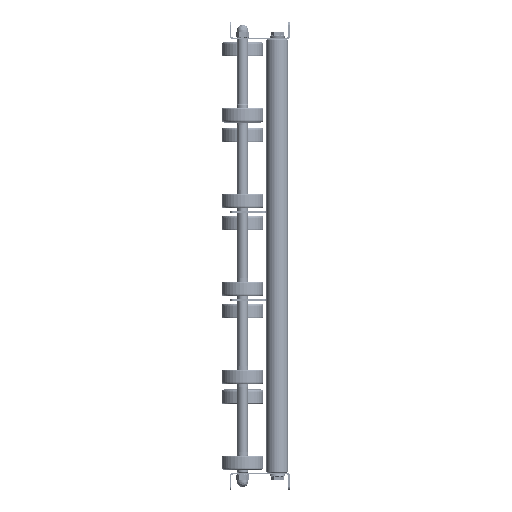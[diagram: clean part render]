
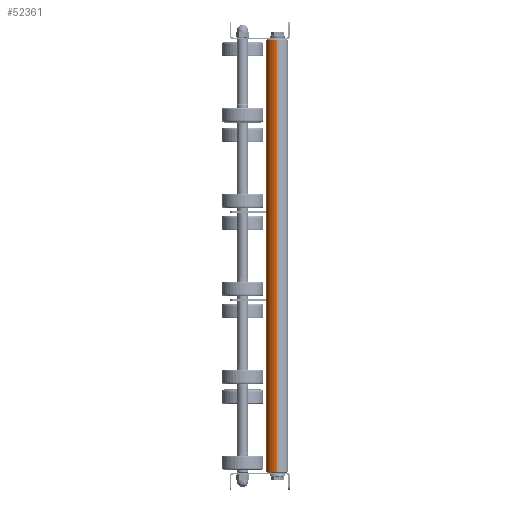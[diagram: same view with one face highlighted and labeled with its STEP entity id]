
A CAD part, left-side view. The second image highlights one B-rep face of the part: STEP entity #52361.
In plain terms, the highlighted cylindrical face has radius 12.5 mm (diameter 25 mm), a partial arc.
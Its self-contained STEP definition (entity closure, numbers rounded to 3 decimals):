
#426 = VERTEX_POINT ( 'NONE', #46741 ) ;
#470 = EDGE_CURVE ( 'NONE', #49870, #9986, #38369, .T. ) ;
#700 = AXIS2_PLACEMENT_3D ( 'NONE', #5956, #9160, #42194 ) ;
#1978 = CARTESIAN_POINT ( 'NONE',  ( 500., 0., -12.5 ) ) ;
#2681 = FACE_OUTER_BOUND ( 'NONE', #47456, .T. ) ;
#4649 = ORIENTED_EDGE ( 'NONE', *, *, #24110, .T. ) ;
#5877 = VECTOR ( 'NONE', #22873, 1000. ) ;
#5956 = CARTESIAN_POINT ( 'NONE',  ( 1., 0., 0. ) ) ;
#6090 = CIRCLE ( 'NONE', #48967, 12.5 ) ;
#6537 = LINE ( 'NONE', #1978, #5877 ) ;
#9160 = DIRECTION ( 'NONE',  ( 1., 0., 0. ) ) ;
#9825 = ORIENTED_EDGE ( 'NONE', *, *, #470, .T. ) ;
#9986 = VERTEX_POINT ( 'NONE', #50870 ) ;
#12663 = EDGE_CURVE ( 'NONE', #426, #9986, #22141, .T. ) ;
#13048 = CARTESIAN_POINT ( 'NONE',  ( 500., 0., 12.5 ) ) ;
#13199 = AXIS2_PLACEMENT_3D ( 'NONE', #21778, #27593, #38170 ) ;
#21778 = CARTESIAN_POINT ( 'NONE',  ( 500., 0., 0. ) ) ;
#22141 = LINE ( 'NONE', #13048, #26903 ) ;
#22873 = DIRECTION ( 'NONE',  ( -1., 0., 0. ) ) ;
#24110 = EDGE_CURVE ( 'NONE', #38411, #49870, #6537, .T. ) ;
#26903 = VECTOR ( 'NONE', #29677, 1000. ) ;
#27593 = DIRECTION ( 'NONE',  ( -1., 0., 0. ) ) ;
#29677 = DIRECTION ( 'NONE',  ( -1., 0., 0. ) ) ;
#31401 = ORIENTED_EDGE ( 'NONE', *, *, #49826, .T. ) ;
#31820 = CARTESIAN_POINT ( 'NONE',  ( 499., 0., -12.5 ) ) ;
#34155 = DIRECTION ( 'NONE',  ( -1., 0., 0. ) ) ;
#34423 = DIRECTION ( 'NONE',  ( 0., 0., -1. ) ) ;
#35054 = ORIENTED_EDGE ( 'NONE', *, *, #12663, .F. ) ;
#38170 = DIRECTION ( 'NONE',  ( 0., 0., 1. ) ) ;
#38369 = CIRCLE ( 'NONE', #700, 12.5 ) ;
#38411 = VERTEX_POINT ( 'NONE', #31820 ) ;
#38430 = CYLINDRICAL_SURFACE ( 'NONE', #13199, 12.5 ) ;
#38970 = CARTESIAN_POINT ( 'NONE',  ( 1., 0., -12.5 ) ) ;
#42194 = DIRECTION ( 'NONE',  ( 0., 0., -1. ) ) ;
#42217 = CARTESIAN_POINT ( 'NONE',  ( 499., 0., 0. ) ) ;
#46741 = CARTESIAN_POINT ( 'NONE',  ( 499., 0., 12.5 ) ) ;
#47456 = EDGE_LOOP ( 'NONE', ( #31401, #4649, #9825, #35054 ) ) ;
#48967 = AXIS2_PLACEMENT_3D ( 'NONE', #42217, #34155, #34423 ) ;
#49826 = EDGE_CURVE ( 'NONE', #426, #38411, #6090, .T. ) ;
#49870 = VERTEX_POINT ( 'NONE', #38970 ) ;
#50870 = CARTESIAN_POINT ( 'NONE',  ( 1., 0., 12.5 ) ) ;
#52361 = ADVANCED_FACE ( 'NONE', ( #2681 ), #38430, .T. ) ;
